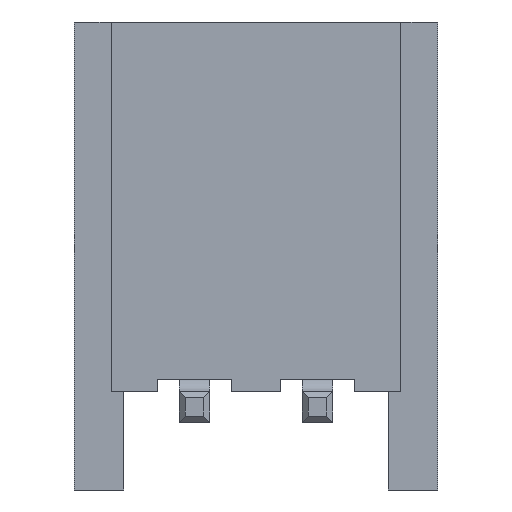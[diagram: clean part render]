
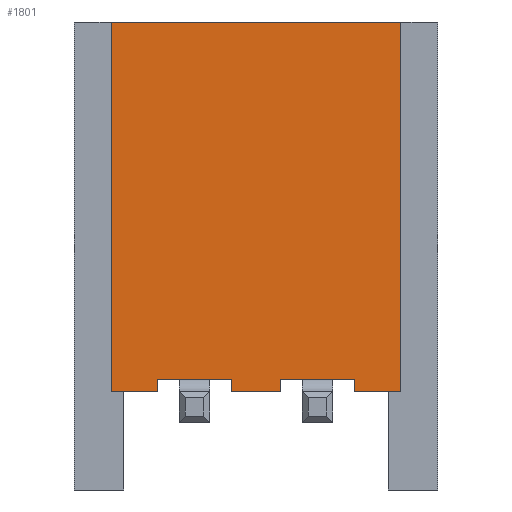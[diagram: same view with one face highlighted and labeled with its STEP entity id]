
A CAD part, front view. The second image highlights one B-rep face of the part: STEP entity #1801.
In plain terms, the highlighted planar face has unit normal (0, -1, 0).
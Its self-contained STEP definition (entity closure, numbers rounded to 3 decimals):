
#79=FACE_OUTER_BOUND('',#175,.T.);
#175=EDGE_LOOP('',(#1407,#1408,#1409,#1410,#1411,#1412,#1413,#1414,#1415,
#1416,#1417,#1418,#1419,#1420));
#296=LINE('',#2555,#546);
#312=LINE('',#2584,#562);
#323=LINE('',#2607,#573);
#347=LINE('',#2653,#597);
#354=LINE('',#2668,#604);
#367=LINE('',#2693,#617);
#369=LINE('',#2697,#619);
#371=LINE('',#2700,#621);
#372=LINE('',#2703,#622);
#382=LINE('',#2722,#632);
#383=LINE('',#2725,#633);
#384=LINE('',#2727,#634);
#385=LINE('',#2728,#635);
#386=LINE('',#2729,#636);
#546=VECTOR('',#2062,10.);
#562=VECTOR('',#2082,10.);
#573=VECTOR('',#2097,10.);
#597=VECTOR('',#2141,10.);
#604=VECTOR('',#2150,10.);
#617=VECTOR('',#2171,10.);
#619=VECTOR('',#2175,10.);
#621=VECTOR('',#2179,10.);
#622=VECTOR('',#2182,10.);
#632=VECTOR('',#2202,10.);
#633=VECTOR('',#2205,10.);
#634=VECTOR('',#2206,10.);
#635=VECTOR('',#2207,10.);
#636=VECTOR('',#2208,10.);
#780=VERTEX_POINT('',#2552);
#781=VERTEX_POINT('',#2554);
#792=VERTEX_POINT('',#2582);
#799=VERTEX_POINT('',#2600);
#802=VERTEX_POINT('',#2605);
#813=VERTEX_POINT('',#2650);
#814=VERTEX_POINT('',#2652);
#820=VERTEX_POINT('',#2665);
#821=VERTEX_POINT('',#2667);
#829=VERTEX_POINT('',#2692);
#830=VERTEX_POINT('',#2696);
#831=VERTEX_POINT('',#2702);
#836=VERTEX_POINT('',#2724);
#837=VERTEX_POINT('',#2726);
#962=EDGE_CURVE('',#781,#780,#296,.T.);
#978=EDGE_CURVE('',#780,#792,#312,.T.);
#989=EDGE_CURVE('',#802,#799,#323,.T.);
#1013=EDGE_CURVE('',#814,#813,#347,.T.);
#1020=EDGE_CURVE('',#820,#821,#354,.T.);
#1033=EDGE_CURVE('',#821,#829,#367,.T.);
#1035=EDGE_CURVE('',#830,#814,#369,.T.);
#1037=EDGE_CURVE('',#813,#829,#371,.T.);
#1038=EDGE_CURVE('',#830,#831,#372,.T.);
#1048=EDGE_CURVE('',#792,#831,#382,.T.);
#1049=EDGE_CURVE('',#836,#820,#383,.T.);
#1050=EDGE_CURVE('',#837,#836,#384,.T.);
#1051=EDGE_CURVE('',#837,#799,#385,.T.);
#1052=EDGE_CURVE('',#781,#802,#386,.T.);
#1407=ORIENTED_EDGE('',*,*,#1037,.T.);
#1408=ORIENTED_EDGE('',*,*,#1033,.F.);
#1409=ORIENTED_EDGE('',*,*,#1020,.F.);
#1410=ORIENTED_EDGE('',*,*,#1049,.F.);
#1411=ORIENTED_EDGE('',*,*,#1050,.F.);
#1412=ORIENTED_EDGE('',*,*,#1051,.T.);
#1413=ORIENTED_EDGE('',*,*,#989,.F.);
#1414=ORIENTED_EDGE('',*,*,#1052,.F.);
#1415=ORIENTED_EDGE('',*,*,#962,.T.);
#1416=ORIENTED_EDGE('',*,*,#978,.T.);
#1417=ORIENTED_EDGE('',*,*,#1048,.T.);
#1418=ORIENTED_EDGE('',*,*,#1038,.F.);
#1419=ORIENTED_EDGE('',*,*,#1035,.T.);
#1420=ORIENTED_EDGE('',*,*,#1013,.T.);
#1711=PLANE('',#1899);
#1801=ADVANCED_FACE('',(#79),#1711,.F.);
#1899=AXIS2_PLACEMENT_3D('',#2723,#2203,#2204);
#2062=DIRECTION('',(0.,0.,1.));
#2082=DIRECTION('',(1.,0.,0.));
#2097=DIRECTION('',(-1.,0.,0.));
#2141=DIRECTION('',(1.,0.,0.));
#2150=DIRECTION('',(-1.,0.,0.));
#2171=DIRECTION('',(-1.,0.,0.));
#2175=DIRECTION('',(0.,0.,1.));
#2179=DIRECTION('',(0.,0.,-1.));
#2182=DIRECTION('',(-1.,0.,0.));
#2202=DIRECTION('',(0.,0.,-1.));
#2203=DIRECTION('center_axis',(0.,1.,0.));
#2204=DIRECTION('ref_axis',(1.,0.,0.));
#2205=DIRECTION('',(0.,0.,-1.));
#2206=DIRECTION('',(1.,0.,0.));
#2207=DIRECTION('',(0.,0.,-1.));
#2208=DIRECTION('',(-1.,0.,0.));
#2552=CARTESIAN_POINT('',(-1.6,0.2,-5.8));
#2554=CARTESIAN_POINT('',(-1.6,0.2,-6.));
#2555=CARTESIAN_POINT('',(-1.6,0.2,-2.9));
#2582=CARTESIAN_POINT('',(-0.4,0.2,-5.8));
#2584=CARTESIAN_POINT('',(-1.375,0.2,-5.8));
#2600=CARTESIAN_POINT('',(-2.35,0.2,-6.));
#2605=CARTESIAN_POINT('',(-2.15,0.2,-6.));
#2607=CARTESIAN_POINT('',(-1.175,0.2,-6.));
#2650=CARTESIAN_POINT('',(1.6,0.2,-5.8));
#2652=CARTESIAN_POINT('',(0.4,0.2,-5.8));
#2653=CARTESIAN_POINT('',(-0.375,0.2,-5.8));
#2665=CARTESIAN_POINT('',(2.35,0.2,-6.));
#2667=CARTESIAN_POINT('',(2.15,0.2,-6.));
#2668=CARTESIAN_POINT('',(-1.175,0.2,-6.));
#2692=CARTESIAN_POINT('',(1.6,0.2,-6.));
#2693=CARTESIAN_POINT('',(-1.175,0.2,-6.));
#2696=CARTESIAN_POINT('',(0.4,0.2,-6.));
#2697=CARTESIAN_POINT('',(0.4,0.2,-2.9));
#2700=CARTESIAN_POINT('',(1.6,0.2,-3.));
#2702=CARTESIAN_POINT('',(-0.4,0.2,-6.));
#2703=CARTESIAN_POINT('',(-1.175,0.2,-6.));
#2722=CARTESIAN_POINT('',(-0.4,0.2,-3.));
#2723=CARTESIAN_POINT('Origin',(-2.35,0.2,0.));
#2724=CARTESIAN_POINT('',(2.35,0.2,0.));
#2725=CARTESIAN_POINT('',(2.35,0.2,0.));
#2726=CARTESIAN_POINT('',(-2.35,0.2,0.));
#2727=CARTESIAN_POINT('',(-1.175,0.2,0.));
#2728=CARTESIAN_POINT('',(-2.35,0.2,0.));
#2729=CARTESIAN_POINT('',(-1.175,0.2,-6.));
